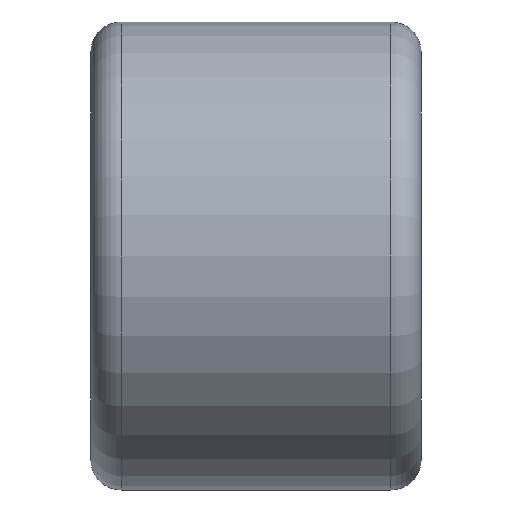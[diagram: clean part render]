
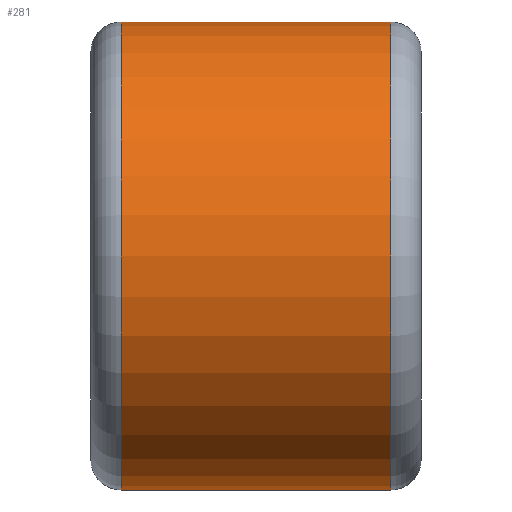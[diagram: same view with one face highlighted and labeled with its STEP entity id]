
A CAD part, front view. The second image highlights one B-rep face of the part: STEP entity #281.
In plain terms, the highlighted cylindrical face has radius 42.5 mm (diameter 85 mm), a partial arc.
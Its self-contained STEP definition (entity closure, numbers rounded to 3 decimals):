
#281 = ADVANCED_FACE ( 'NONE', ( #4409 ), #2733, .T. ) ;
#431 = AXIS2_PLACEMENT_3D ( 'NONE', #2235, #4366, #3289 ) ;
#747 = CARTESIAN_POINT ( 'NONE',  ( 24.5, 0., 139.042 ) ) ;
#935 = VECTOR ( 'NONE', #2419, 1000. ) ;
#947 = VERTEX_POINT ( 'NONE', #2814 ) ;
#986 = DIRECTION ( 'NONE',  ( -1., 0., 0. ) ) ;
#1005 = VERTEX_POINT ( 'NONE', #747 ) ;
#1129 = AXIS2_PLACEMENT_3D ( 'NONE', #1958, #1330, #2394 ) ;
#1189 = CARTESIAN_POINT ( 'NONE',  ( 24.5, 0., 181.542 ) ) ;
#1330 = DIRECTION ( 'NONE',  ( -1., 0., 0. ) ) ;
#1351 = VERTEX_POINT ( 'NONE', #4076 ) ;
#1421 = VECTOR ( 'NONE', #986, 1000. ) ;
#1546 = ORIENTED_EDGE ( 'NONE', *, *, #3522, .T. ) ;
#1636 = EDGE_CURVE ( 'NONE', #1005, #3360, #3523, .T. ) ;
#1656 = AXIS2_PLACEMENT_3D ( 'NONE', #1189, #2280, #1940 ) ;
#1780 = CARTESIAN_POINT ( 'NONE',  ( -57.637, 0., 224.042 ) ) ;
#1862 = ORIENTED_EDGE ( 'NONE', *, *, #4075, .T. ) ;
#1940 = DIRECTION ( 'NONE',  ( 0., 0., 1. ) ) ;
#1958 = CARTESIAN_POINT ( 'NONE',  ( -57.637, 0., 181.542 ) ) ;
#2093 = CIRCLE ( 'NONE', #1656, 42.5 ) ;
#2140 = EDGE_LOOP ( 'NONE', ( #2907, #1862, #3838, #1546 ) ) ;
#2235 = CARTESIAN_POINT ( 'NONE',  ( -24.5, 0., 181.542 ) ) ;
#2280 = DIRECTION ( 'NONE',  ( -1., 0., 0. ) ) ;
#2303 = CARTESIAN_POINT ( 'NONE',  ( -24.5, 0., 139.042 ) ) ;
#2394 = DIRECTION ( 'NONE',  ( 0., 0., 1. ) ) ;
#2419 = DIRECTION ( 'NONE',  ( -1., 0., 0. ) ) ;
#2566 = CIRCLE ( 'NONE', #431, 42.5 ) ;
#2733 = CYLINDRICAL_SURFACE ( 'NONE', #1129, 42.5 ) ;
#2814 = CARTESIAN_POINT ( 'NONE',  ( -24.5, 0., 224.042 ) ) ;
#2907 = ORIENTED_EDGE ( 'NONE', *, *, #1636, .F. ) ;
#3289 = DIRECTION ( 'NONE',  ( 0., 0., -1. ) ) ;
#3360 = VERTEX_POINT ( 'NONE', #2303 ) ;
#3522 = EDGE_CURVE ( 'NONE', #947, #3360, #2566, .T. ) ;
#3523 = LINE ( 'NONE', #4240, #935 ) ;
#3800 = EDGE_CURVE ( 'NONE', #1351, #947, #4208, .T. ) ;
#3838 = ORIENTED_EDGE ( 'NONE', *, *, #3800, .T. ) ;
#4075 = EDGE_CURVE ( 'NONE', #1005, #1351, #2093, .T. ) ;
#4076 = CARTESIAN_POINT ( 'NONE',  ( 24.5, 0., 224.042 ) ) ;
#4208 = LINE ( 'NONE', #1780, #1421 ) ;
#4240 = CARTESIAN_POINT ( 'NONE',  ( -57.637, 0., 139.042 ) ) ;
#4366 = DIRECTION ( 'NONE',  ( 1., 0., 0. ) ) ;
#4409 = FACE_OUTER_BOUND ( 'NONE', #2140, .T. ) ;
